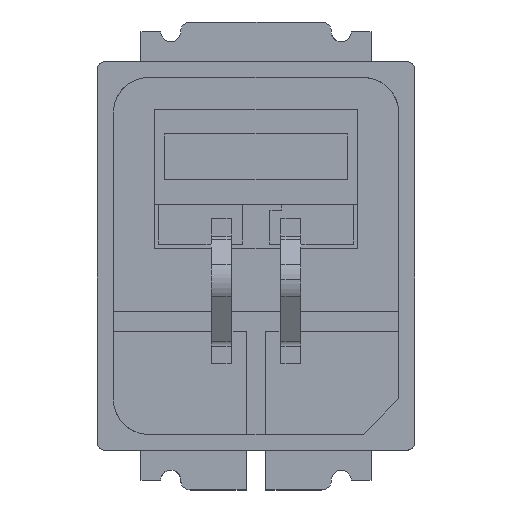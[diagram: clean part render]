
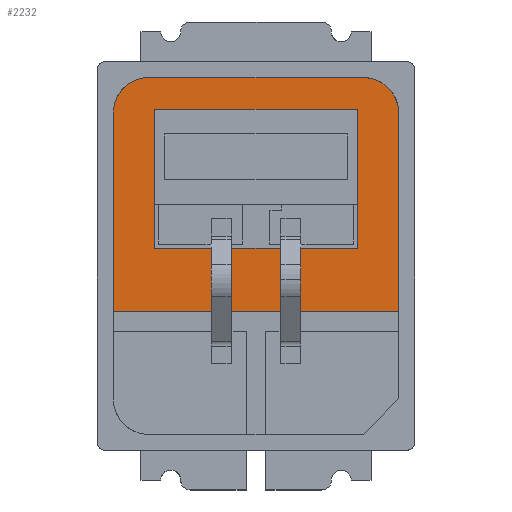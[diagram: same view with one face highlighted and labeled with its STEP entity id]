
A CAD part, top view. The second image highlights one B-rep face of the part: STEP entity #2232.
In plain terms, the highlighted planar face has unit normal (0, 0, 1).
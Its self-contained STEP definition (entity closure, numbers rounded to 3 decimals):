
#124 = DIRECTION ( 'NONE',  ( 1., 0., 0. ) ) ;
#152 = CARTESIAN_POINT ( 'NONE',  ( -3.6, 1.1, -0.77 ) ) ;
#169 = CARTESIAN_POINT ( 'NONE',  ( -3.6, 1.1, -0.77 ) ) ;
#221 = ORIENTED_EDGE ( 'NONE', *, *, #1542, .T. ) ;
#273 = DIRECTION ( 'NONE',  ( 0., -1., 0. ) ) ;
#335 = VECTOR ( 'NONE', #3159, 1000. ) ;
#357 = CARTESIAN_POINT ( 'NONE',  ( 3.6, 1.1, -0.77 ) ) ;
#430 = EDGE_CURVE ( 'NONE', #2591, #2295, #998, .T. ) ;
#464 = CARTESIAN_POINT ( 'NONE',  ( -3.6, -0.95, -0.77 ) ) ;
#580 = CARTESIAN_POINT ( 'NONE',  ( -3.6, 1.336, -0.77 ) ) ;
#637 = CARTESIAN_POINT ( 'NONE',  ( 2.936, 2., -0.77 ) ) ;
#854 = ORIENTED_EDGE ( 'NONE', *, *, #3070, .F. ) ;
#940 = CARTESIAN_POINT ( 'NONE',  ( 0., 2., -0.77 ) ) ;
#998 = B_SPLINE_CURVE_WITH_KNOTS ( 'NONE', 3,
 ( #3334, #637, #4407, #3277, #1065, #2168 ),
 .UNSPECIFIED., .F., .F.,
 ( 4, 2, 4 ),
 ( 0., 0.5, 1. ),
 .UNSPECIFIED. ) ;
#1053 = LINE ( 'NONE', #4815, #2349 ) ;
#1065 = CARTESIAN_POINT ( 'NONE',  ( 3.6, 1.336, -0.77 ) ) ;
#1154 = VERTEX_POINT ( 'NONE', #2141 ) ;
#1231 = CARTESIAN_POINT ( 'NONE',  ( -1.2, -3.9, -0.77 ) ) ;
#1355 = CARTESIAN_POINT ( 'NONE',  ( -3.17, 1.903, -0.77 ) ) ;
#1542 = EDGE_CURVE ( 'NONE', #1154, #4437, #4146, .T. ) ;
#1869 = CARTESIAN_POINT ( 'NONE',  ( 3.6, -3.9, -0.77 ) ) ;
#2108 = ORIENTED_EDGE ( 'NONE', *, *, #2545, .F. ) ;
#2141 = CARTESIAN_POINT ( 'NONE',  ( -3.6, -3.9, -0.77 ) ) ;
#2168 = CARTESIAN_POINT ( 'NONE',  ( 3.6, 1.1, -0.77 ) ) ;
#2198 = EDGE_CURVE ( 'NONE', #2295, #4437, #1053, .T. ) ;
#2232 = ADVANCED_FACE ( 'NONE', ( #4494 ), #2605, .F. ) ;
#2295 = VERTEX_POINT ( 'NONE', #357 ) ;
#2349 = VECTOR ( 'NONE', #273, 1000. ) ;
#2545 = EDGE_CURVE ( 'NONE', #4241, #3046, #3735, .T. ) ;
#2580 = CARTESIAN_POINT ( 'NONE',  ( 3.6, -3.9, -0.77 ) ) ;
#2591 = VERTEX_POINT ( 'NONE', #2896 ) ;
#2605 = PLANE ( 'NONE',  #3032 ) ;
#2655 = DIRECTION ( 'NONE',  ( -1., 0., 0. ) ) ;
#2806 = VECTOR ( 'NONE', #124, 1000. ) ;
#2807 = ORIENTED_EDGE ( 'NONE', *, *, #2198, .F. ) ;
#2815 = LINE ( 'NONE', #464, #335 ) ;
#2849 = CARTESIAN_POINT ( 'NONE',  ( -3.503, 1.57, -0.77 ) ) ;
#2896 = CARTESIAN_POINT ( 'NONE',  ( 2.7, 2., -0.77 ) ) ;
#2954 = ORIENTED_EDGE ( 'NONE', *, *, #430, .F. ) ;
#3032 = AXIS2_PLACEMENT_3D ( 'NONE', #1869, #3395, #2655 ) ;
#3046 = VERTEX_POINT ( 'NONE', #4642 ) ;
#3070 = EDGE_CURVE ( 'NONE', #1154, #4241, #2815, .T. ) ;
#3087 = CARTESIAN_POINT ( 'NONE',  ( 1.2, -3.9, -0.77 ) ) ;
#3132 = EDGE_LOOP ( 'NONE', ( #221, #2807, #2954, #4836, #2108, #854 ) ) ;
#3140 = CARTESIAN_POINT ( 'NONE',  ( -3.6, -3.9, -0.77 ) ) ;
#3159 = DIRECTION ( 'NONE',  ( 0., 1., 0. ) ) ;
#3166 = CARTESIAN_POINT ( 'NONE',  ( -2.7, 2., -0.77 ) ) ;
#3277 = CARTESIAN_POINT ( 'NONE',  ( 3.503, 1.57, -0.77 ) ) ;
#3334 = CARTESIAN_POINT ( 'NONE',  ( 2.7, 2., -0.77 ) ) ;
#3395 = DIRECTION ( 'NONE',  ( 0., 0., -1. ) ) ;
#3485 = CARTESIAN_POINT ( 'NONE',  ( 3.6, -3.9, -0.77 ) ) ;
#3735 = B_SPLINE_CURVE_WITH_KNOTS ( 'NONE', 3,
 ( #169, #580, #2849, #1355, #3995, #3166 ),
 .UNSPECIFIED., .F., .F.,
 ( 4, 2, 4 ),
 ( 0., 0.5, 1. ),
 .UNSPECIFIED. ) ;
#3821 = LINE ( 'NONE', #940, #2806 ) ;
#3995 = CARTESIAN_POINT ( 'NONE',  ( -2.936, 2., -0.77 ) ) ;
#4146 = B_SPLINE_CURVE_WITH_KNOTS ( 'NONE', 3,
 ( #3140, #1231, #3087, #3485 ),
 .UNSPECIFIED., .F., .F.,
 ( 4, 4 ),
 ( 0., 1. ),
 .UNSPECIFIED. ) ;
#4203 = EDGE_CURVE ( 'NONE', #3046, #2591, #3821, .T. ) ;
#4241 = VERTEX_POINT ( 'NONE', #152 ) ;
#4407 = CARTESIAN_POINT ( 'NONE',  ( 3.17, 1.903, -0.77 ) ) ;
#4437 = VERTEX_POINT ( 'NONE', #2580 ) ;
#4494 = FACE_OUTER_BOUND ( 'NONE', #3132, .T. ) ;
#4642 = CARTESIAN_POINT ( 'NONE',  ( -2.7, 2., -0.77 ) ) ;
#4815 = CARTESIAN_POINT ( 'NONE',  ( 3.6, -0.95, -0.77 ) ) ;
#4836 = ORIENTED_EDGE ( 'NONE', *, *, #4203, .F. ) ;
